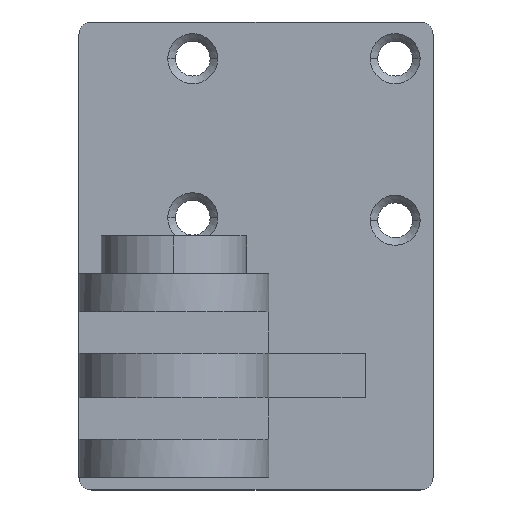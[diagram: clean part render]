
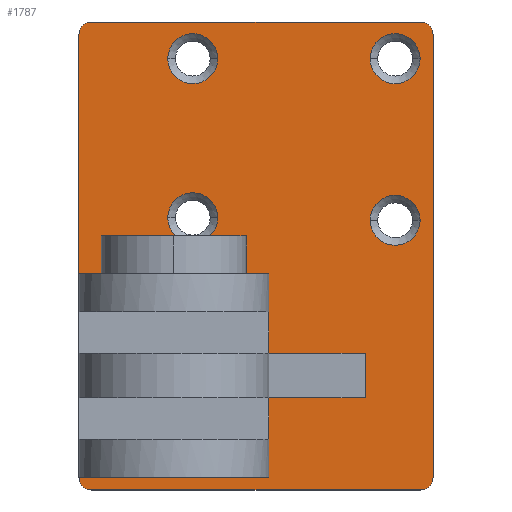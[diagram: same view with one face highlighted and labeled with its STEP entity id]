
A CAD part, left-side view. The second image highlights one B-rep face of the part: STEP entity #1787.
In plain terms, the highlighted planar face has unit normal (-1, 0, 0).
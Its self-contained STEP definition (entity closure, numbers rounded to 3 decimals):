
#123=CARTESIAN_POINT('Vertex',(-0.342,22.635,16.1)) ;
#139=CARTESIAN_POINT('Vertex',(-0.342,7.635,16.1)) ;
#142=CARTESIAN_POINT('Line Origine',(-0.342,15.135,16.1)) ;
#227=CARTESIAN_POINT('Vertex',(-0.342,22.635,0.)) ;
#300=CARTESIAN_POINT('Line Origine',(-0.342,22.635,25.55)) ;
#304=CARTESIAN_POINT('Vertex',(-0.342,22.635,35.)) ;
#382=CARTESIAN_POINT('Vertex',(-0.342,7.635,9.8)) ;
#387=CARTESIAN_POINT('Line Origine',(-0.342,7.635,12.95)) ;
#562=CARTESIAN_POINT('Axis2P3D Location',(-0.342,21.635,35.)) ;
#566=CARTESIAN_POINT('Vertex',(-0.342,21.635,36.)) ;
#665=CARTESIAN_POINT('Vertex',(-0.342,0.,9.8)) ;
#668=CARTESIAN_POINT('Line Origine',(-0.342,3.817,9.8)) ;
#779=CARTESIAN_POINT('Vertex',(-0.342,7.635,6.3)) ;
#782=CARTESIAN_POINT('Line Origine',(-0.342,3.817,6.3)) ;
#786=CARTESIAN_POINT('Vertex',(-0.342,0.,6.3)) ;
#931=CARTESIAN_POINT('Line Origine',(-0.342,15.135,0.)) ;
#935=CARTESIAN_POINT('Vertex',(-0.342,7.635,0.)) ;
#977=CARTESIAN_POINT('Vertex',(-0.342,21.635,-1.)) ;
#982=CARTESIAN_POINT('Axis2P3D Location',(-0.342,21.635,0.)) ;
#1004=CARTESIAN_POINT('Line Origine',(-0.342,8.635,36.)) ;
#1008=CARTESIAN_POINT('Vertex',(-0.342,-4.365,36.)) ;
#1035=CARTESIAN_POINT('Axis2P3D Location',(-0.342,-4.365,35.)) ;
#1039=CARTESIAN_POINT('Vertex',(-0.342,-5.365,35.)) ;
#1066=CARTESIAN_POINT('Line Origine',(-0.342,-5.365,17.5)) ;
#1070=CARTESIAN_POINT('Vertex',(-0.342,-5.365,0.)) ;
#1097=CARTESIAN_POINT('Axis2P3D Location',(-0.342,-4.365,0.)) ;
#1101=CARTESIAN_POINT('Vertex',(-0.342,-4.365,-1.)) ;
#1128=CARTESIAN_POINT('Line Origine',(-0.342,8.635,-1.)) ;
#1145=CARTESIAN_POINT('Line Origine',(-0.342,7.635,3.15)) ;
#1164=CARTESIAN_POINT('Line Origine',(-0.342,0.,8.05)) ;
#1471=CARTESIAN_POINT('Vertex',(-0.342,-4.34,33.1)) ;
#1478=CARTESIAN_POINT('Vertex',(-0.342,-0.39,33.1)) ;
#1481=CARTESIAN_POINT('Axis2P3D Location',(-0.342,-2.365,33.1)) ;
#1498=CARTESIAN_POINT('Axis2P3D Location',(-0.342,-2.365,33.1)) ;
#1562=CARTESIAN_POINT('Vertex',(-0.342,-4.34,20.324)) ;
#1569=CARTESIAN_POINT('Vertex',(-0.342,-0.39,20.324)) ;
#1572=CARTESIAN_POINT('Axis2P3D Location',(-0.342,-2.365,20.324)) ;
#1589=CARTESIAN_POINT('Axis2P3D Location',(-0.342,-2.365,20.324)) ;
#1653=CARTESIAN_POINT('Vertex',(-0.342,11.66,33.1)) ;
#1660=CARTESIAN_POINT('Vertex',(-0.342,15.61,33.1)) ;
#1663=CARTESIAN_POINT('Axis2P3D Location',(-0.342,13.635,33.1)) ;
#1680=CARTESIAN_POINT('Axis2P3D Location',(-0.342,13.635,33.1)) ;
#1735=CARTESIAN_POINT('Axis2P3D Location',(-0.342,7.635,16.1)) ;
#1757=CARTESIAN_POINT('Axis2P3D Location',(-0.342,13.635,20.526)) ;
#1761=CARTESIAN_POINT('Vertex',(-0.342,11.66,20.526)) ;
#1763=CARTESIAN_POINT('Vertex',(-0.342,15.61,20.526)) ;
#1766=CARTESIAN_POINT('Axis2P3D Location',(-0.342,13.635,20.526)) ;
#143=DIRECTION('Vector Direction',(0.,1.,0.)) ;
#301=DIRECTION('Vector Direction',(0.,0.,-1.)) ;
#388=DIRECTION('Vector Direction',(0.,0.,-1.)) ;
#563=DIRECTION('Axis2P3D Direction',(1.,-0.,0.)) ;
#669=DIRECTION('Vector Direction',(0.,1.,0.)) ;
#783=DIRECTION('Vector Direction',(0.,-1.,0.)) ;
#932=DIRECTION('Vector Direction',(0.,1.,0.)) ;
#983=DIRECTION('Axis2P3D Direction',(1.,0.,0.)) ;
#1005=DIRECTION('Vector Direction',(0.,1.,0.)) ;
#1036=DIRECTION('Axis2P3D Direction',(1.,-0.,0.)) ;
#1067=DIRECTION('Vector Direction',(0.,0.,1.)) ;
#1098=DIRECTION('Axis2P3D Direction',(1.,0.,0.)) ;
#1129=DIRECTION('Vector Direction',(0.,-1.,0.)) ;
#1146=DIRECTION('Vector Direction',(0.,0.,-1.)) ;
#1165=DIRECTION('Vector Direction',(0.,0.,1.)) ;
#1482=DIRECTION('Axis2P3D Direction',(1.,0.,0.)) ;
#1499=DIRECTION('Axis2P3D Direction',(1.,-0.,0.)) ;
#1573=DIRECTION('Axis2P3D Direction',(1.,0.,0.)) ;
#1590=DIRECTION('Axis2P3D Direction',(1.,0.,0.)) ;
#1664=DIRECTION('Axis2P3D Direction',(1.,0.,0.)) ;
#1681=DIRECTION('Axis2P3D Direction',(1.,-0.,0.)) ;
#1736=DIRECTION('Axis2P3D Direction',(1.,-0.,0.)) ;
#1737=DIRECTION('Axis2P3D XDirection',(0.,-0.,-1.)) ;
#1758=DIRECTION('Axis2P3D Direction',(1.,-0.,0.)) ;
#1767=DIRECTION('Axis2P3D Direction',(1.,-0.,0.)) ;
#564=AXIS2_PLACEMENT_3D('Circle Axis2P3D',#562,#563,$) ;
#984=AXIS2_PLACEMENT_3D('Circle Axis2P3D',#982,#983,$) ;
#1037=AXIS2_PLACEMENT_3D('Circle Axis2P3D',#1035,#1036,$) ;
#1099=AXIS2_PLACEMENT_3D('Circle Axis2P3D',#1097,#1098,$) ;
#1483=AXIS2_PLACEMENT_3D('Circle Axis2P3D',#1481,#1482,$) ;
#1500=AXIS2_PLACEMENT_3D('Circle Axis2P3D',#1498,#1499,$) ;
#1574=AXIS2_PLACEMENT_3D('Circle Axis2P3D',#1572,#1573,$) ;
#1591=AXIS2_PLACEMENT_3D('Circle Axis2P3D',#1589,#1590,$) ;
#1665=AXIS2_PLACEMENT_3D('Circle Axis2P3D',#1663,#1664,$) ;
#1682=AXIS2_PLACEMENT_3D('Circle Axis2P3D',#1680,#1681,$) ;
#1738=AXIS2_PLACEMENT_3D('Plane Axis2P3D',#1735,#1736,#1737) ;
#1759=AXIS2_PLACEMENT_3D('Circle Axis2P3D',#1757,#1758,$) ;
#1768=AXIS2_PLACEMENT_3D('Circle Axis2P3D',#1766,#1767,$) ;
#1741=ORIENTED_EDGE('',*,*,#1168,.F.) ;
#1742=ORIENTED_EDGE('',*,*,#788,.F.) ;
#1743=ORIENTED_EDGE('',*,*,#1149,.F.) ;
#1744=ORIENTED_EDGE('',*,*,#937,.T.) ;
#1745=ORIENTED_EDGE('',*,*,#986,.F.) ;
#1746=ORIENTED_EDGE('',*,*,#1132,.F.) ;
#1747=ORIENTED_EDGE('',*,*,#1103,.F.) ;
#1748=ORIENTED_EDGE('',*,*,#1072,.F.) ;
#1749=ORIENTED_EDGE('',*,*,#1041,.F.) ;
#1750=ORIENTED_EDGE('',*,*,#1010,.F.) ;
#1751=ORIENTED_EDGE('',*,*,#568,.F.) ;
#1752=ORIENTED_EDGE('',*,*,#306,.F.) ;
#1753=ORIENTED_EDGE('',*,*,#146,.F.) ;
#1754=ORIENTED_EDGE('',*,*,#391,.F.) ;
#1755=ORIENTED_EDGE('',*,*,#672,.F.) ;
#1772=ORIENTED_EDGE('',*,*,#1765,.T.) ;
#1773=ORIENTED_EDGE('',*,*,#1770,.T.) ;
#1776=ORIENTED_EDGE('',*,*,#1667,.T.) ;
#1777=ORIENTED_EDGE('',*,*,#1684,.T.) ;
#1780=ORIENTED_EDGE('',*,*,#1576,.T.) ;
#1781=ORIENTED_EDGE('',*,*,#1593,.T.) ;
#1784=ORIENTED_EDGE('',*,*,#1485,.T.) ;
#1785=ORIENTED_EDGE('',*,*,#1502,.T.) ;
#1774=FACE_BOUND('',#1771,.T.) ;
#1778=FACE_BOUND('',#1775,.T.) ;
#1782=FACE_BOUND('',#1779,.T.) ;
#1786=FACE_BOUND('',#1783,.T.) ;
#144=VECTOR('Line Direction',#143,1.) ;
#302=VECTOR('Line Direction',#301,1.) ;
#389=VECTOR('Line Direction',#388,1.) ;
#670=VECTOR('Line Direction',#669,1.) ;
#784=VECTOR('Line Direction',#783,1.) ;
#933=VECTOR('Line Direction',#932,1.) ;
#1006=VECTOR('Line Direction',#1005,1.) ;
#1068=VECTOR('Line Direction',#1067,1.) ;
#1130=VECTOR('Line Direction',#1129,1.) ;
#1147=VECTOR('Line Direction',#1146,1.) ;
#1166=VECTOR('Line Direction',#1165,1.) ;
#1787=ADVANCED_FACE('\X2\96F64EF651E04F554F53\X0\',(#1756,#1774,#1778,#1782,#1786),#1739,.F.) ;
#565=CIRCLE('generated circle',#564,1.) ;
#985=CIRCLE('generated circle',#984,1.) ;
#1038=CIRCLE('generated circle',#1037,1.) ;
#1100=CIRCLE('generated circle',#1099,1.) ;
#1484=CIRCLE('generated circle',#1483,1.975) ;
#1501=CIRCLE('generated circle',#1500,1.975) ;
#1575=CIRCLE('generated circle',#1574,1.975) ;
#1592=CIRCLE('generated circle',#1591,1.975) ;
#1666=CIRCLE('generated circle',#1665,1.975) ;
#1683=CIRCLE('generated circle',#1682,1.975) ;
#1760=CIRCLE('generated circle',#1759,1.975) ;
#1769=CIRCLE('generated circle',#1768,1.975) ;
#146=EDGE_CURVE('',#140,#124,#145,.T.) ;
#306=EDGE_CURVE('',#124,#305,#303,.F.) ;
#391=EDGE_CURVE('',#383,#140,#390,.F.) ;
#568=EDGE_CURVE('',#305,#567,#565,.T.) ;
#672=EDGE_CURVE('',#666,#383,#671,.T.) ;
#788=EDGE_CURVE('',#780,#787,#785,.T.) ;
#937=EDGE_CURVE('',#936,#228,#934,.T.) ;
#986=EDGE_CURVE('',#978,#228,#985,.T.) ;
#1010=EDGE_CURVE('',#567,#1009,#1007,.F.) ;
#1041=EDGE_CURVE('',#1009,#1040,#1038,.T.) ;
#1072=EDGE_CURVE('',#1040,#1071,#1069,.F.) ;
#1103=EDGE_CURVE('',#1071,#1102,#1100,.T.) ;
#1132=EDGE_CURVE('',#1102,#978,#1131,.F.) ;
#1149=EDGE_CURVE('',#936,#780,#1148,.F.) ;
#1168=EDGE_CURVE('',#787,#666,#1167,.T.) ;
#1485=EDGE_CURVE('',#1472,#1479,#1484,.T.) ;
#1502=EDGE_CURVE('',#1479,#1472,#1501,.T.) ;
#1576=EDGE_CURVE('',#1563,#1570,#1575,.T.) ;
#1593=EDGE_CURVE('',#1570,#1563,#1592,.T.) ;
#1667=EDGE_CURVE('',#1654,#1661,#1666,.T.) ;
#1684=EDGE_CURVE('',#1661,#1654,#1683,.T.) ;
#1765=EDGE_CURVE('',#1762,#1764,#1760,.T.) ;
#1770=EDGE_CURVE('',#1764,#1762,#1769,.T.) ;
#1740=EDGE_LOOP('',(#1741,#1742,#1743,#1744,#1745,#1746,#1747,#1748,#1749,#1750,#1751,#1752,#1753,#1754,#1755)) ;
#1771=EDGE_LOOP('',(#1772,#1773)) ;
#1775=EDGE_LOOP('',(#1776,#1777)) ;
#1779=EDGE_LOOP('',(#1780,#1781)) ;
#1783=EDGE_LOOP('',(#1784,#1785)) ;
#1756=FACE_OUTER_BOUND('',#1740,.T.) ;
#145=LINE('Line',#142,#144) ;
#303=LINE('Line',#300,#302) ;
#390=LINE('Line',#387,#389) ;
#671=LINE('Line',#668,#670) ;
#785=LINE('Line',#782,#784) ;
#934=LINE('Line',#931,#933) ;
#1007=LINE('Line',#1004,#1006) ;
#1069=LINE('Line',#1066,#1068) ;
#1131=LINE('Line',#1128,#1130) ;
#1148=LINE('Line',#1145,#1147) ;
#1167=LINE('Line',#1164,#1166) ;
#1739=PLANE('',#1738) ;
#124=VERTEX_POINT('',#123) ;
#140=VERTEX_POINT('',#139) ;
#228=VERTEX_POINT('',#227) ;
#305=VERTEX_POINT('',#304) ;
#383=VERTEX_POINT('',#382) ;
#567=VERTEX_POINT('',#566) ;
#666=VERTEX_POINT('',#665) ;
#780=VERTEX_POINT('',#779) ;
#787=VERTEX_POINT('',#786) ;
#936=VERTEX_POINT('',#935) ;
#978=VERTEX_POINT('',#977) ;
#1009=VERTEX_POINT('',#1008) ;
#1040=VERTEX_POINT('',#1039) ;
#1071=VERTEX_POINT('',#1070) ;
#1102=VERTEX_POINT('',#1101) ;
#1472=VERTEX_POINT('',#1471) ;
#1479=VERTEX_POINT('',#1478) ;
#1563=VERTEX_POINT('',#1562) ;
#1570=VERTEX_POINT('',#1569) ;
#1654=VERTEX_POINT('',#1653) ;
#1661=VERTEX_POINT('',#1660) ;
#1762=VERTEX_POINT('',#1761) ;
#1764=VERTEX_POINT('',#1763) ;
